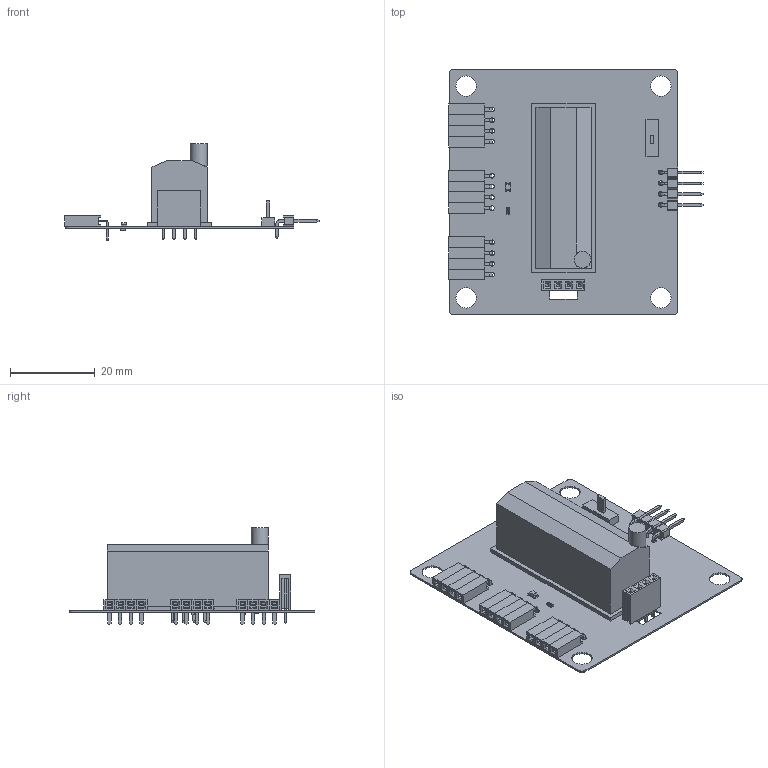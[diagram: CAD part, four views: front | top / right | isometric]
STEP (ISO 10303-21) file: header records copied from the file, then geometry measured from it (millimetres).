
FILE_DESCRIPTION(('Open CASCADE Model'),'2;1');
FILE_NAME('Open CASCADE Shape Model','2020-04-30T09:36:15',('Author'),( 'Open CASCADE'),'Open CASCADE STEP processor 6.8','Open CASCADE 6.8' ,'Unknown');
FILE_SCHEMA(('AUTOMOTIVE_DESIGN { 1 0 10303 214 1 1 1 1 }'));
Length unit declared in the file: millimetre
Products named in the file (28): PCB; Board; SA1; 1266544656; Extruded; 1266544792; X5; PBS-04; VD3; User_Library-SOD523-2; VD4; VD5; X2; User_Library-PBS_(DS1024); X3; X4; pcb_connector_890-70-002-20-001101; X1; VD2; User_Library-FYLS-1206; VD1; LED_0805_-_GREEN; R1; chip_0603_r; R2; Free-Models; 6_v1
Assembly tree (33 placements, depth 4):
  PCB
    Board
    SA1
      1266544656
        Extruded
      1266544792
        Extruded
    X5
      PBS-04
    VD3
      User_Library-SOD523-2
    VD4
      User_Library-SOD523-2
    VD5
      User_Library-SOD523-2
    X2
      User_Library-PBS_(DS1024)
    X3
      User_Library-PBS_(DS1024)
    X4
      pcb_connector_890-70-002-20-001101  x2
    X1
      User_Library-PBS_(DS1024)
    VD2
      User_Library-FYLS-1206
    VD1
      LED_0805_-_GREEN
    R1
      chip_0603_r
    R2
      chip_0603_r
    Free-Models
      6_v1
Bounding box: 60.06 x 58 x 22.8 mm (x, y, z)
Volume: 4002.7 mm3; surface area: 13438.1 mm2
Topology: 39 solids, 39 shells, 1520 faces, 3942 edges, 2466 vertices
Faces by surface type: plane 1170, cylinder 210, bspline 98, sphere 42
Full cylindrical faces by diameter (mm): 0.9 x2, 1.1 x20, 3 x4, 4 x1, 4.8 x4
Entity records: 28916 total; most frequent: CARTESIAN_POINT 7043, ORIENTED_EDGE 3890, DIRECTION 3522, EDGE_CURVE 1945, LINE 1620, VECTOR 1620, VERTEX_POINT 1236, AXIS2_PLACEMENT_3D 951
